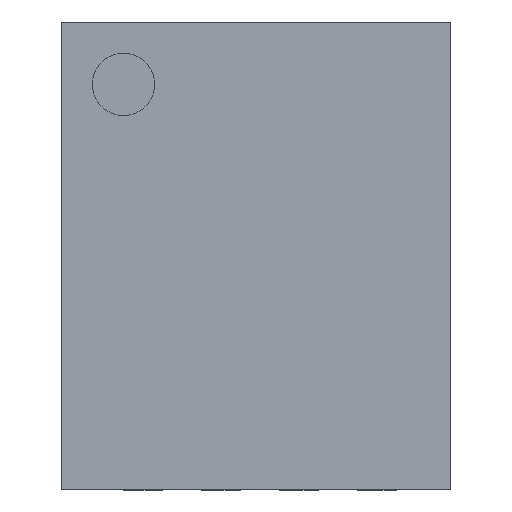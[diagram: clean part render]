
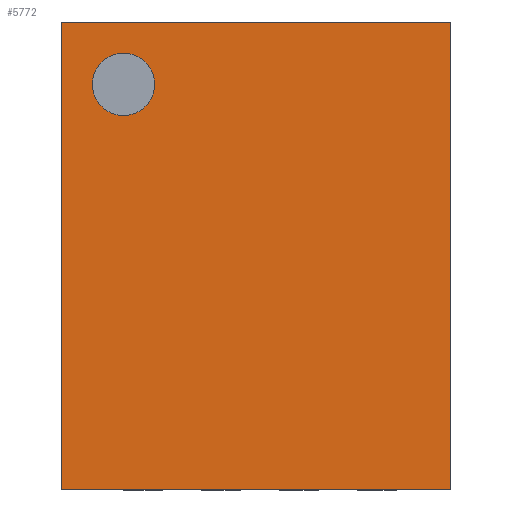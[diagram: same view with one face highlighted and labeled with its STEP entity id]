
A CAD part, top view. The second image highlights one B-rep face of the part: STEP entity #5772.
In plain terms, the highlighted planar face has unit normal (0, 0, 1).
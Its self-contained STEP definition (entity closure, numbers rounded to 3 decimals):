
#115=FACE_BOUND('',#780,.T.);
#475=FACE_OUTER_BOUND('',#779,.T.);
#779=EDGE_LOOP('',(#4561,#4562,#4563,#4564));
#780=EDGE_LOOP('',(#4565));
#951=CIRCLE('',#6395,0.2);
#1444=LINE('',#9397,#2055);
#1447=LINE('',#9402,#2058);
#1449=LINE('',#9406,#2060);
#1450=LINE('',#9408,#2061);
#2055=VECTOR('',#7758,1000.);
#2058=VECTOR('',#7763,1000.);
#2060=VECTOR('',#7767,1000.);
#2061=VECTOR('',#7770,1000.);
#2499=VERTEX_POINT('',#9038);
#2592=VERTEX_POINT('',#9394);
#2593=VERTEX_POINT('',#9396);
#2594=VERTEX_POINT('',#9400);
#2595=VERTEX_POINT('',#9404);
#3092=EDGE_CURVE('',#2499,#2499,#951,.T.);
#3270=EDGE_CURVE('',#2593,#2592,#1444,.T.);
#3273=EDGE_CURVE('',#2592,#2594,#1447,.T.);
#3275=EDGE_CURVE('',#2594,#2595,#1449,.T.);
#3276=EDGE_CURVE('',#2595,#2593,#1450,.T.);
#4561=ORIENTED_EDGE('',*,*,#3270,.T.);
#4562=ORIENTED_EDGE('',*,*,#3273,.T.);
#4563=ORIENTED_EDGE('',*,*,#3275,.T.);
#4564=ORIENTED_EDGE('',*,*,#3276,.T.);
#4565=ORIENTED_EDGE('',*,*,#3092,.F.);
#5158=PLANE('',#6508);
#5772=ADVANCED_FACE('',(#475,#115),#5158,.T.);
#6395=AXIS2_PLACEMENT_3D('',#9040,#7385,#7386);
#6508=AXIS2_PLACEMENT_3D('',#9409,#7771,#7772);
#7385=DIRECTION('center_axis',(0.,0.,1.));
#7386=DIRECTION('ref_axis',(1.,0.,0.));
#7758=DIRECTION('',(0.,1.,0.));
#7763=DIRECTION('',(-1.,0.,0.));
#7767=DIRECTION('',(0.,-1.,0.));
#7770=DIRECTION('',(1.,0.,0.));
#7771=DIRECTION('center_axis',(0.,0.,1.));
#7772=DIRECTION('ref_axis',(1.,0.,0.));
#9038=CARTESIAN_POINT('',(-1.05,1.1,0.9));
#9040=CARTESIAN_POINT('Origin',(-0.85,1.1,0.9));
#9394=CARTESIAN_POINT('',(1.25,1.5,0.9));
#9396=CARTESIAN_POINT('',(1.25,-1.5,0.9));
#9397=CARTESIAN_POINT('',(1.25,1.5,0.9));
#9400=CARTESIAN_POINT('',(-1.25,1.5,0.9));
#9402=CARTESIAN_POINT('',(-1.25,1.5,0.9));
#9404=CARTESIAN_POINT('',(-1.25,-1.5,0.9));
#9406=CARTESIAN_POINT('',(-1.25,1.5,0.9));
#9408=CARTESIAN_POINT('',(-1.25,-1.5,0.9));
#9409=CARTESIAN_POINT('Origin',(0.,0.,0.9));
